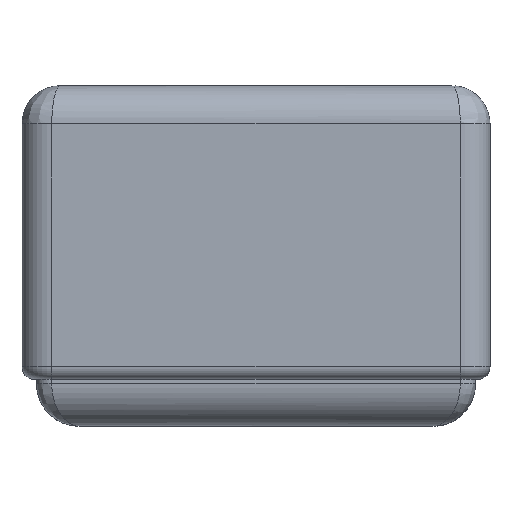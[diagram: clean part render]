
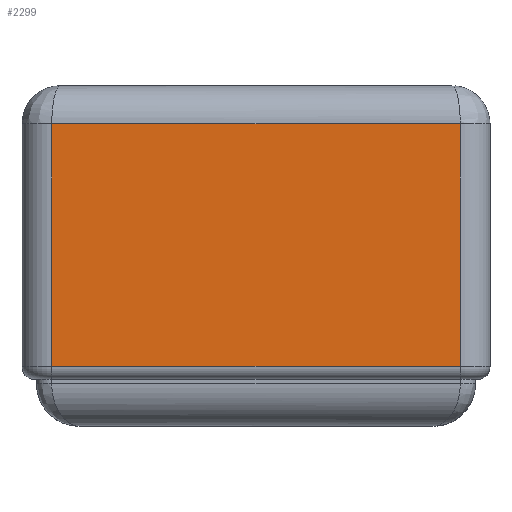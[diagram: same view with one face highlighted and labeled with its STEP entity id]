
A CAD part, top view. The second image highlights one B-rep face of the part: STEP entity #2299.
In plain terms, the highlighted planar face has unit normal (0, 0, 1).
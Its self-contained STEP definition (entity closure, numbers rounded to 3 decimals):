
#92=PLANE('',#2483);
#192=FACE_OUTER_BOUND('',#334,.T.);
#334=EDGE_LOOP('',(#1737,#1738,#1739,#1740));
#520=LINE('',#3508,#776);
#528=LINE('',#3551,#784);
#529=LINE('',#3555,#785);
#530=LINE('',#3556,#786);
#776=VECTOR('',#2785,10.);
#784=VECTOR('',#2843,10.);
#785=VECTOR('',#2848,10.);
#786=VECTOR('',#2849,10.);
#1073=VERTEX_POINT('',#3505);
#1074=VERTEX_POINT('',#3507);
#1084=VERTEX_POINT('',#3550);
#1085=VERTEX_POINT('',#3554);
#1306=EDGE_CURVE('',#1073,#1074,#520,.T.);
#1329=EDGE_CURVE('',#1074,#1084,#528,.T.);
#1331=EDGE_CURVE('',#1073,#1085,#529,.T.);
#1332=EDGE_CURVE('',#1084,#1085,#530,.T.);
#1737=ORIENTED_EDGE('',*,*,#1306,.F.);
#1738=ORIENTED_EDGE('',*,*,#1331,.T.);
#1739=ORIENTED_EDGE('',*,*,#1332,.F.);
#1740=ORIENTED_EDGE('',*,*,#1329,.F.);
#2299=ADVANCED_FACE('',(#192),#92,.T.);
#2483=AXIS2_PLACEMENT_3D('',#3553,#2846,#2847);
#2785=DIRECTION('',(-1.,0.,0.));
#2843=DIRECTION('',(0.,1.,0.));
#2846=DIRECTION('center_axis',(0.,0.,1.));
#2847=DIRECTION('ref_axis',(-1.,0.,0.));
#2848=DIRECTION('',(0.,1.,0.));
#2849=DIRECTION('',(1.,0.,0.));
#3505=CARTESIAN_POINT('',(50.,-5.5,30.5));
#3507=CARTESIAN_POINT('',(2.,-5.5,30.5));
#3508=CARTESIAN_POINT('',(38.,-5.5,30.5));
#3550=CARTESIAN_POINT('',(2.,23.,30.5));
#3551=CARTESIAN_POINT('',(2.,8.,30.5));
#3553=CARTESIAN_POINT('Origin',(50.,8.,30.5));
#3554=CARTESIAN_POINT('',(50.,23.,30.5));
#3555=CARTESIAN_POINT('',(50.,8.,30.5));
#3556=CARTESIAN_POINT('',(38.,23.,30.5));
